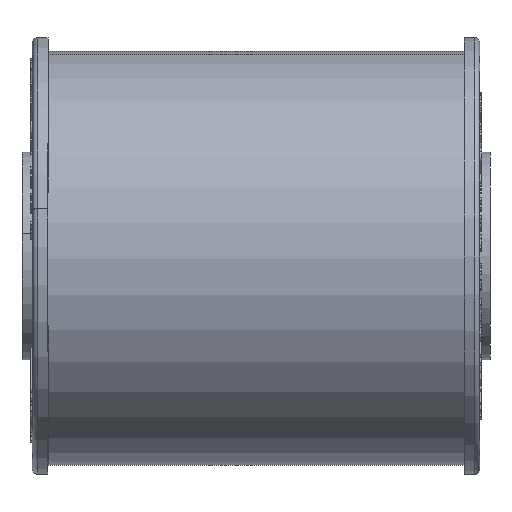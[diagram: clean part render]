
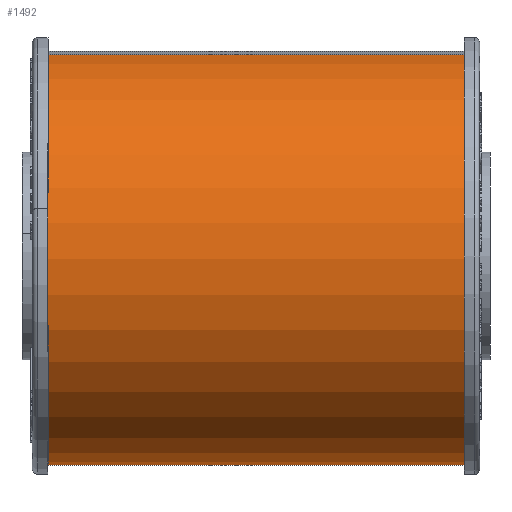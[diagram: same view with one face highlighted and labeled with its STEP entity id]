
A CAD part, left-side view. The second image highlights one B-rep face of the part: STEP entity #1492.
In plain terms, the highlighted cylindrical face has radius 19.887 mm (diameter 39.775 mm), a partial arc.
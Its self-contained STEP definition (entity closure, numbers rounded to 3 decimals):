
#712 = CYLINDRICAL_SURFACE ( 'NONE', #6621, 19.887 ) ;
#1225 = EDGE_CURVE ( 'NONE', #4062, #18883, #14353, .T. ) ;
#1492 = ADVANCED_FACE ( 'NONE', ( #13439 ), #712, .T. ) ;
#2098 = CARTESIAN_POINT ( 'NONE',  ( -20.1, 40., 0. ) ) ;
#2800 = ORIENTED_EDGE ( 'NONE', *, *, #17748, .F. ) ;
#3826 = EDGE_CURVE ( 'NONE', #11179, #11921, #10229, .T. ) ;
#4062 = VERTEX_POINT ( 'NONE', #20361 ) ;
#6099 = DIRECTION ( 'NONE',  ( 0., -1., 0. ) ) ;
#6534 = ORIENTED_EDGE ( 'NONE', *, *, #3826, .T. ) ;
#6621 = AXIS2_PLACEMENT_3D ( 'NONE', #17072, #13668, #8096 ) ;
#7213 = VECTOR ( 'NONE', #6099, 1000. ) ;
#8096 = DIRECTION ( 'NONE',  ( 0., 0., -1. ) ) ;
#8946 = LINE ( 'NONE', #14406, #23762 ) ;
#9120 = CARTESIAN_POINT ( 'NONE',  ( -20.1, 0., 0. ) ) ;
#10229 = CIRCLE ( 'NONE', #19545, 19.887 ) ;
#11179 = VERTEX_POINT ( 'NONE', #22366 ) ;
#11304 = LINE ( 'NONE', #2098, #7213 ) ;
#11921 = VERTEX_POINT ( 'NONE', #20029 ) ;
#13359 = ORIENTED_EDGE ( 'NONE', *, *, #22337, .T. ) ;
#13439 = FACE_OUTER_BOUND ( 'NONE', #17208, .T. ) ;
#13668 = DIRECTION ( 'NONE',  ( 0., -1., 0. ) ) ;
#13699 = DIRECTION ( 'NONE',  ( 1., 0., 0. ) ) ;
#13938 = DIRECTION ( 'NONE',  ( 1., 0., 0. ) ) ;
#14353 = CIRCLE ( 'NONE', #17464, 19.887 ) ;
#14406 = CARTESIAN_POINT ( 'NONE',  ( 19.675, 40., 0. ) ) ;
#14520 = DIRECTION ( 'NONE',  ( 0., -1., 0. ) ) ;
#17072 = CARTESIAN_POINT ( 'NONE',  ( -0.213, 40., 0. ) ) ;
#17208 = EDGE_LOOP ( 'NONE', ( #17303, #2800, #6534, #13359 ) ) ;
#17303 = ORIENTED_EDGE ( 'NONE', *, *, #1225, .F. ) ;
#17464 = AXIS2_PLACEMENT_3D ( 'NONE', #19531, #20976, #13938 ) ;
#17748 = EDGE_CURVE ( 'NONE', #11179, #4062, #8946, .T. ) ;
#18883 = VERTEX_POINT ( 'NONE', #9120 ) ;
#19307 = DIRECTION ( 'NONE',  ( 0., -1., 0. ) ) ;
#19531 = CARTESIAN_POINT ( 'NONE',  ( -0.213, 0., 0. ) ) ;
#19545 = AXIS2_PLACEMENT_3D ( 'NONE', #23168, #19307, #13699 ) ;
#20029 = CARTESIAN_POINT ( 'NONE',  ( -20.1, 40., 0. ) ) ;
#20361 = CARTESIAN_POINT ( 'NONE',  ( 19.675, 0., 0. ) ) ;
#20976 = DIRECTION ( 'NONE',  ( 0., -1., 0. ) ) ;
#22337 = EDGE_CURVE ( 'NONE', #11921, #18883, #11304, .T. ) ;
#22366 = CARTESIAN_POINT ( 'NONE',  ( 19.675, 40., 0. ) ) ;
#23168 = CARTESIAN_POINT ( 'NONE',  ( -0.213, 40., 0. ) ) ;
#23762 = VECTOR ( 'NONE', #14520, 1000. ) ;
